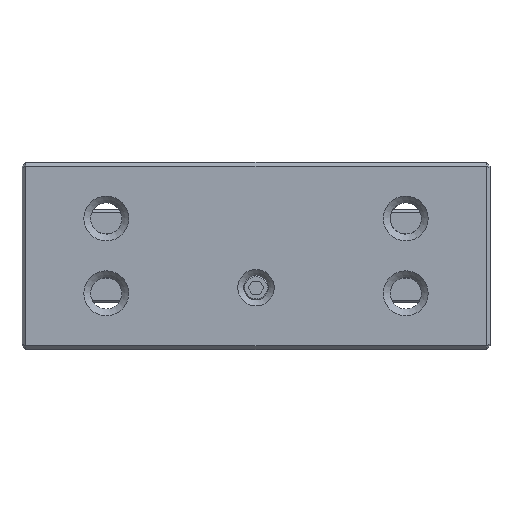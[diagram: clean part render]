
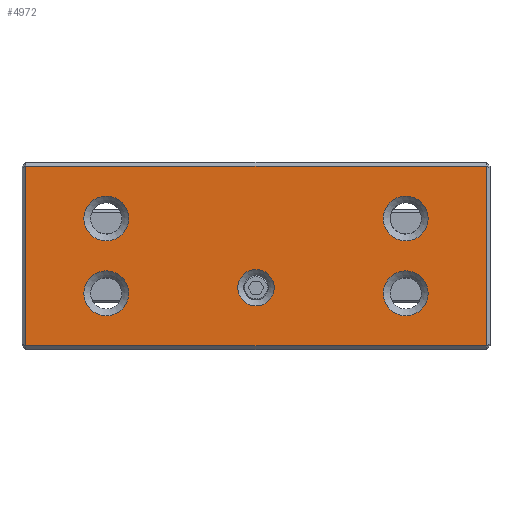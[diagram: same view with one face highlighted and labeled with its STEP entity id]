
A CAD part, top view. The second image highlights one B-rep face of the part: STEP entity #4972.
In plain terms, the highlighted planar face has unit normal (0, 0, 1).
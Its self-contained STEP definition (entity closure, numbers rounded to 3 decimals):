
#4915=CIRCLE('',#17203,0.975);
#4916=CIRCLE('',#17204,1.2);
#4917=CIRCLE('',#17205,1.2);
#4918=CIRCLE('',#17206,1.2);
#4919=CIRCLE('',#17207,1.2);
#4972=ADVANCED_FACE('',(#6233,#6234,#6235,#6236,#6237,#6238),#5692,.T.);
#5692=PLANE('',#17208);
#6233=FACE_BOUND('',#6402,.T.);
#6234=FACE_BOUND('',#6403,.T.);
#6235=FACE_BOUND('',#6404,.T.);
#6236=FACE_BOUND('',#6405,.T.);
#6237=FACE_BOUND('',#6406,.T.);
#6238=FACE_BOUND('',#6407,.T.);
#6402=EDGE_LOOP('',(#8071));
#6403=EDGE_LOOP('',(#8072));
#6404=EDGE_LOOP('',(#8073));
#6405=EDGE_LOOP('',(#8074));
#6406=EDGE_LOOP('',(#8075));
#6407=EDGE_LOOP('',(#8076,#8077,#8078,#8079));
#8071=ORIENTED_EDGE('',*,*,#13001,.T.);
#8072=ORIENTED_EDGE('',*,*,#13002,.T.);
#8073=ORIENTED_EDGE('',*,*,#13003,.T.);
#8074=ORIENTED_EDGE('',*,*,#13004,.T.);
#8075=ORIENTED_EDGE('',*,*,#13005,.T.);
#8076=ORIENTED_EDGE('',*,*,#13006,.T.);
#8077=ORIENTED_EDGE('',*,*,#13007,.T.);
#8078=ORIENTED_EDGE('',*,*,#13008,.T.);
#8079=ORIENTED_EDGE('',*,*,#13009,.T.);
#11759=VERTEX_POINT('',#21923);
#11760=VERTEX_POINT('',#21925);
#11761=VERTEX_POINT('',#21927);
#11762=VERTEX_POINT('',#21929);
#11763=VERTEX_POINT('',#21931);
#11764=VERTEX_POINT('',#21933);
#11765=VERTEX_POINT('',#21934);
#11766=VERTEX_POINT('',#21936);
#11767=VERTEX_POINT('',#21938);
#13001=EDGE_CURVE('',#11759,#11759,#4915,.T.);
#13002=EDGE_CURVE('',#11760,#11760,#4916,.T.);
#13003=EDGE_CURVE('',#11761,#11761,#4917,.T.);
#13004=EDGE_CURVE('',#11762,#11762,#4918,.T.);
#13005=EDGE_CURVE('',#11763,#11763,#4919,.T.);
#13006=EDGE_CURVE('',#11764,#11765,#14693,.T.);
#13007=EDGE_CURVE('',#11765,#11766,#14694,.T.);
#13008=EDGE_CURVE('',#11766,#11767,#14695,.T.);
#13009=EDGE_CURVE('',#11767,#11764,#14696,.T.);
#14693=LINE('',#21932,#16123);
#14694=LINE('',#21935,#16124);
#14695=LINE('',#21937,#16125);
#14696=LINE('',#21939,#16126);
#16123=VECTOR('',#18194,1.);
#16124=VECTOR('',#18195,1.);
#16125=VECTOR('',#18196,1.);
#16126=VECTOR('',#18197,1.);
#17203=AXIS2_PLACEMENT_3D('',#21922,#18184,#18185);
#17204=AXIS2_PLACEMENT_3D('',#21924,#18186,#18187);
#17205=AXIS2_PLACEMENT_3D('',#21926,#18188,#18189);
#17206=AXIS2_PLACEMENT_3D('',#21928,#18190,#18191);
#17207=AXIS2_PLACEMENT_3D('',#21930,#18192,#18193);
#17208=AXIS2_PLACEMENT_3D('',#21940,#18198,#18199);
#18184=DIRECTION('',(0.,0.,-1.));
#18185=DIRECTION('',(1.,0.,0.));
#18186=DIRECTION('',(0.,0.,-1.));
#18187=DIRECTION('',(1.,0.,0.));
#18188=DIRECTION('',(0.,0.,-1.));
#18189=DIRECTION('',(1.,0.,0.));
#18190=DIRECTION('',(0.,0.,-1.));
#18191=DIRECTION('',(1.,0.,0.));
#18192=DIRECTION('',(0.,0.,-1.));
#18193=DIRECTION('',(1.,0.,0.));
#18194=DIRECTION('',(-1.,0.,0.));
#18195=DIRECTION('',(0.,-1.,0.));
#18196=DIRECTION('',(1.,0.,0.));
#18197=DIRECTION('',(0.,1.,0.));
#18198=DIRECTION('',(0.,0.,1.));
#18199=DIRECTION('',(1.,0.,0.));
#21922=CARTESIAN_POINT('',(12.5,0.8,6.));
#21923=CARTESIAN_POINT('',(13.475,0.8,6.));
#21924=CARTESIAN_POINT('',(4.5,0.5,6.));
#21925=CARTESIAN_POINT('',(5.7,0.5,6.));
#21926=CARTESIAN_POINT('',(4.5,4.5,6.));
#21927=CARTESIAN_POINT('',(5.7,4.5,6.));
#21928=CARTESIAN_POINT('',(20.5,0.5,6.));
#21929=CARTESIAN_POINT('',(21.7,0.5,6.));
#21930=CARTESIAN_POINT('',(20.5,4.5,6.));
#21931=CARTESIAN_POINT('',(21.7,4.5,6.));
#21932=CARTESIAN_POINT('',(12.5,7.3,6.));
#21933=CARTESIAN_POINT('',(24.8,7.3,6.));
#21934=CARTESIAN_POINT('',(0.2,7.3,6.));
#21935=CARTESIAN_POINT('',(0.2,2.5,6.));
#21936=CARTESIAN_POINT('',(0.2,-2.3,6.));
#21937=CARTESIAN_POINT('',(12.5,-2.3,6.));
#21938=CARTESIAN_POINT('',(24.8,-2.3,6.));
#21939=CARTESIAN_POINT('',(24.8,2.5,6.));
#21940=CARTESIAN_POINT('',(12.5,2.5,6.));
